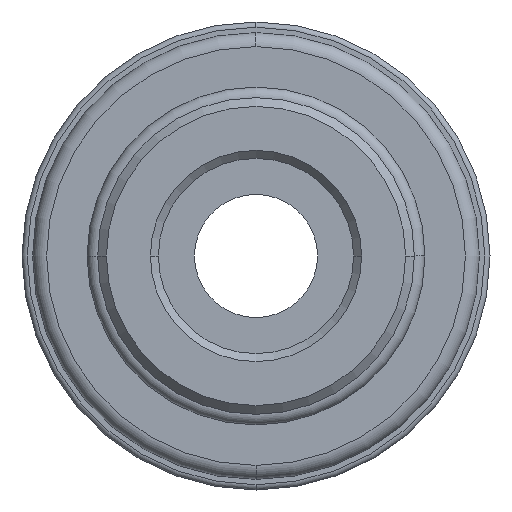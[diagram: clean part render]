
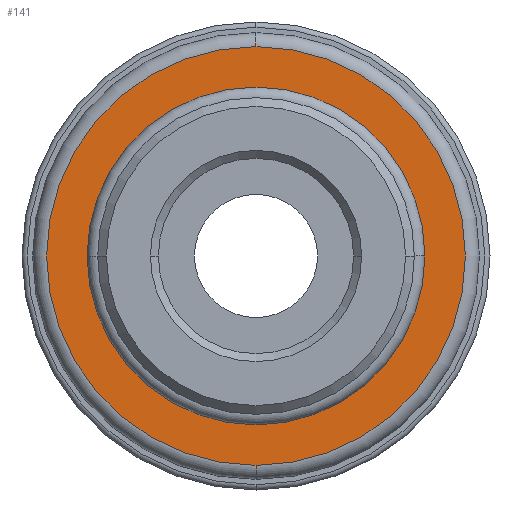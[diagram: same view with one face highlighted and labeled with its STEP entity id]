
A CAD part, front view. The second image highlights one B-rep face of the part: STEP entity #141.
In plain terms, the highlighted planar face has unit normal (0, -1, 0).
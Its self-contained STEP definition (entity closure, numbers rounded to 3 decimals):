
#141=ADVANCED_FACE('',(#360,#361),#362,.T.);
#360=FACE_BOUND('',#665,.T.);
#361=FACE_OUTER_BOUND('',#666,.T.);
#362=PLANE('',#667);
#665=EDGE_LOOP('',(#1017,#1018,#1019));
#666=EDGE_LOOP('',(#1020,#1021,#1022));
#667=AXIS2_PLACEMENT_3D('',#1023,#1024,#1025);
#1017=ORIENTED_EDGE('',*,*,#1787,.T.);
#1018=ORIENTED_EDGE('',*,*,#1788,.T.);
#1019=ORIENTED_EDGE('',*,*,#1789,.T.);
#1020=ORIENTED_EDGE('',*,*,#1790,.F.);
#1021=ORIENTED_EDGE('',*,*,#1791,.F.);
#1022=ORIENTED_EDGE('',*,*,#1792,.F.);
#1023=CARTESIAN_POINT('',(10.45,3.0,0.0));
#1024=DIRECTION('',(-0.0,-1.0,-0.0));
#1025=DIRECTION('',(-1.0,0.0,0.0));
#1787=EDGE_CURVE('',#2131,#2132,#2133,.T.);
#1788=EDGE_CURVE('',#2132,#2134,#2135,.T.);
#1789=EDGE_CURVE('',#2134,#2131,#2136,.T.);
#1790=EDGE_CURVE('',#2137,#2138,#2139,.T.);
#1791=EDGE_CURVE('',#2140,#2137,#2141,.T.);
#1792=EDGE_CURVE('',#2138,#2140,#2142,.T.);
#2131=VERTEX_POINT('',#2637);
#2132=VERTEX_POINT('',#2638);
#2133=CIRCLE('',#2639,9.52);
#2134=VERTEX_POINT('',#2640);
#2135=CIRCLE('',#2641,9.52);
#2136=CIRCLE('',#2642,9.52);
#2137=VERTEX_POINT('',#2643);
#2138=VERTEX_POINT('',#2644);
#2139=CIRCLE('',#2645,11.9);
#2140=VERTEX_POINT('',#2646);
#2141=CIRCLE('',#2647,11.9);
#2142=CIRCLE('',#2648,11.9);
#2637=CARTESIAN_POINT('',(0.,3.0,9.52));
#2638=CARTESIAN_POINT('',(9.52,3.0,0.));
#2639=AXIS2_PLACEMENT_3D('',#3312,#3313,#3314);
#2640=CARTESIAN_POINT('',(-9.52,3.0,0.));
#2641=AXIS2_PLACEMENT_3D('',#3315,#3316,#3317);
#2642=AXIS2_PLACEMENT_3D('',#3318,#3319,#3320);
#2643=CARTESIAN_POINT('',(11.9,3.0,0.0));
#2644=CARTESIAN_POINT('',(0.,3.0,-11.9));
#2645=AXIS2_PLACEMENT_3D('',#3321,#3322,#3323);
#2646=CARTESIAN_POINT('',(0.,3.0,11.9));
#2647=AXIS2_PLACEMENT_3D('',#3324,#3325,#3326);
#2648=AXIS2_PLACEMENT_3D('',#3327,#3328,#3329);
#3312=CARTESIAN_POINT('',(0.0,3.0,0.0));
#3313=DIRECTION('',(0.0,1.0,0.0));
#3314=DIRECTION('',(0.0,0.0,-1.0));
#3315=CARTESIAN_POINT('',(0.0,3.0,0.0));
#3316=DIRECTION('',(0.0,1.0,0.0));
#3317=DIRECTION('',(0.0,0.0,-1.0));
#3318=CARTESIAN_POINT('',(0.0,3.0,0.0));
#3319=DIRECTION('',(0.0,1.0,0.0));
#3320=DIRECTION('',(0.0,0.0,-1.0));
#3321=CARTESIAN_POINT('',(0.0,3.0,0.0));
#3322=DIRECTION('',(-0.0,1.0,0.0));
#3323=DIRECTION('',(1.0,0.0,0.0));
#3324=CARTESIAN_POINT('',(0.0,3.0,0.0));
#3325=DIRECTION('',(-0.0,1.0,0.0));
#3326=DIRECTION('',(1.0,0.0,0.0));
#3327=CARTESIAN_POINT('',(0.0,3.0,0.0));
#3328=DIRECTION('',(-0.0,1.0,0.0));
#3329=DIRECTION('',(1.0,0.0,0.0));
